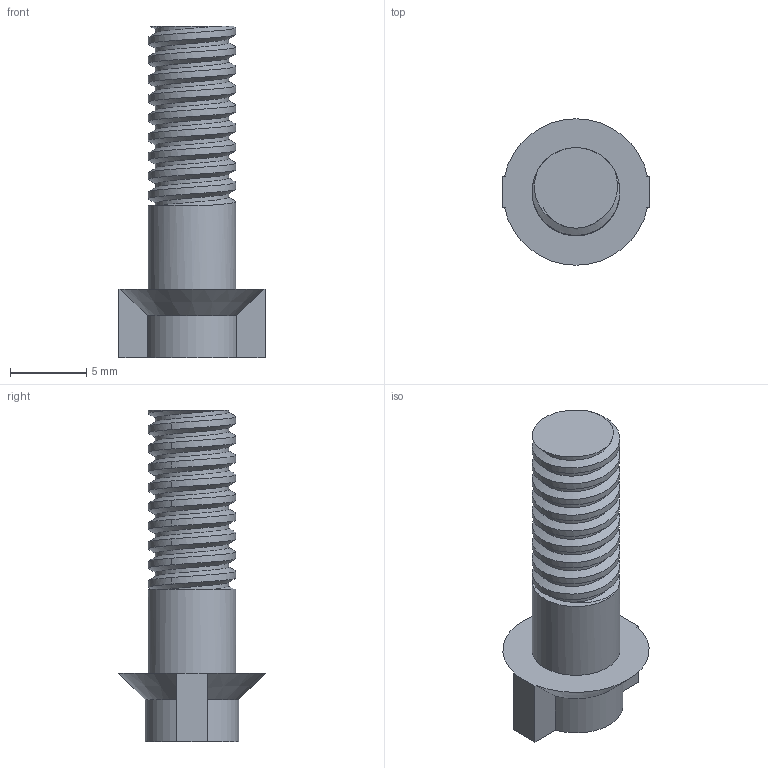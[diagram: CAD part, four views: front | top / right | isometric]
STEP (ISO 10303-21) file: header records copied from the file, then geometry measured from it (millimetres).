
FILE_DESCRIPTION(/* description */ (''),/* implementation_level */ '2;1');
FILE_NAME(/* name */ 'LSM Screw.step',/* time_stamp */ '2021-01-30T19:25:26-06:00',/* author */ (''),/* organization */ (''),/* preprocessor_version */ 'ST-DEVELOPER v18.1',/* originating_system */ 'Autodesk Translation Framework v9.7.1.1290',/* authorisation */ '');
FILE_SCHEMA (('AUTOMOTIVE_DESIGN { 1 0 10303 214 3 1 1 }'));
Length unit declared in the file: millimetre
Products named in the file (1): LSM Screw
Bounding box: 9.63 x 9.63 x 21.78 mm (x, y, z)
Volume: 604.9 mm3; surface area: 632 mm2
Topology: 1 solids, 1 shells, 37 faces, 127 edges, 93 vertices
Faces by surface type: cylinder 22, plane 10, cone 3, bspline 2
Full cylindrical faces by diameter (mm): 4.811 x8, 5.767 x10
Entity records: 8547 total; most frequent: CARTESIAN_POINT 7750, ORIENTED_EDGE 194, DIRECTION 110, EDGE_CURVE 97, VERTEX_POINT 73, B_SPLINE_CURVE_WITH_KNOTS 50, AXIS2_PLACEMENT_3D 40, EDGE_LOOP 30
